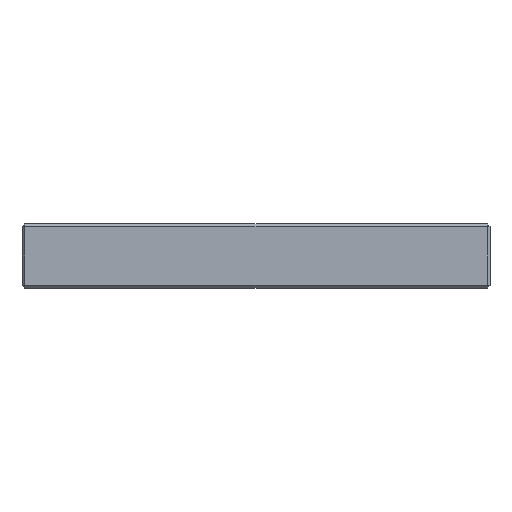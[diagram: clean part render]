
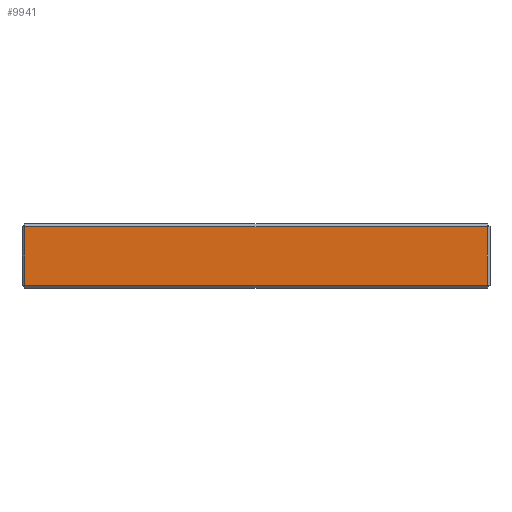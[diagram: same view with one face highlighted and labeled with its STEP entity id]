
A CAD part, front view. The second image highlights one B-rep face of the part: STEP entity #9941.
In plain terms, the highlighted planar face has unit normal (0, -1, 0).
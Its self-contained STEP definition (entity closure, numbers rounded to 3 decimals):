
#1091=LINE('',#53640,#4415);
#1092=LINE('',#53643,#4416);
#1093=LINE('',#53645,#4417);
#1094=LINE('',#53647,#4418);
#4415=VECTOR('',#43020,1.);
#4416=VECTOR('',#43021,1.);
#4417=VECTOR('',#43022,1.);
#4418=VECTOR('',#43023,1.);
#9941=ADVANCED_FACE('',(#13067),#11952,.T.);
#11952=PLANE('',#39070);
#13067=FACE_OUTER_BOUND('',#14856,.T.);
#14856=EDGE_LOOP('',(#17538,#17539,#17540,#17541));
#17538=ORIENTED_EDGE('',*,*,#31795,.T.);
#17539=ORIENTED_EDGE('',*,*,#31796,.T.);
#17540=ORIENTED_EDGE('',*,*,#31797,.T.);
#17541=ORIENTED_EDGE('',*,*,#31798,.T.);
#28096=VERTEX_POINT('',#53641);
#28097=VERTEX_POINT('',#53642);
#28098=VERTEX_POINT('',#53644);
#28099=VERTEX_POINT('',#53646);
#31795=EDGE_CURVE('',#28096,#28097,#1091,.T.);
#31796=EDGE_CURVE('',#28097,#28098,#1092,.T.);
#31797=EDGE_CURVE('',#28098,#28099,#1093,.T.);
#31798=EDGE_CURVE('',#28099,#28096,#1094,.T.);
#39070=AXIS2_PLACEMENT_3D('',#53648,#43024,#43025);
#43020=DIRECTION('',(0.,0.,1.));
#43021=DIRECTION('',(-1.,0.,0.));
#43022=DIRECTION('',(0.,0.,-1.));
#43023=DIRECTION('',(1.,0.,0.));
#43024=DIRECTION('',(0.,-1.,0.));
#43025=DIRECTION('',(0.,0.,-1.));
#53640=CARTESIAN_POINT('',(79.5,7.4,8.));
#53641=CARTESIAN_POINT('',(79.5,7.4,-2.5));
#53642=CARTESIAN_POINT('',(79.5,7.4,7.5));
#53643=CARTESIAN_POINT('',(40.,7.4,7.5));
#53644=CARTESIAN_POINT('',(0.5,7.4,7.5));
#53645=CARTESIAN_POINT('',(0.5,7.4,8.));
#53646=CARTESIAN_POINT('',(0.5,7.4,-2.5));
#53647=CARTESIAN_POINT('',(40.,7.4,-2.5));
#53648=CARTESIAN_POINT('',(40.,7.4,8.));
